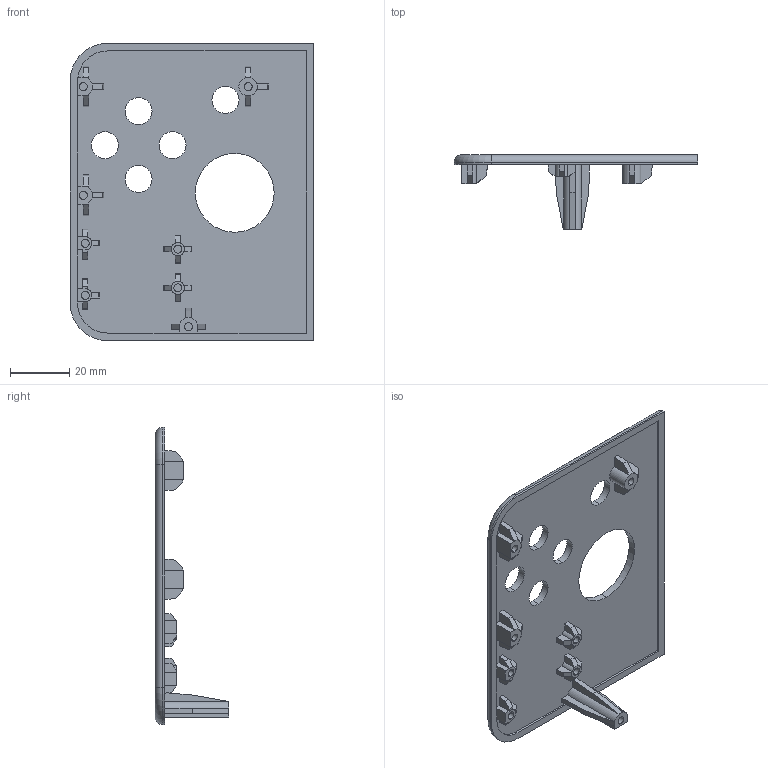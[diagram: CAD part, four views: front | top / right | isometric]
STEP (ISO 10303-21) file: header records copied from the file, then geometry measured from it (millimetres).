
FILE_DESCRIPTION (( 'STEP AP203' ), '1' );
FILE_NAME ('G0009_gamepad_right_top.step', '2019-10-07T21:29:34', ( '' ), ( '' ), 'SwSTEP 2.0', 'SolidWorks 2017', '' );
FILE_SCHEMA (( 'CONFIG_CONTROL_DESIGN' ));
Length unit declared in the file: inch
Products named in the file (1): G0009_gamepad_right_top
Bounding box: 82.55 x 25.03 x 100.58 mm (x, y, z)
Volume: 20962 mm3; surface area: 18913.1 mm2
Topology: 1 solids, 1 shells, 216 faces, 585 edges, 383 vertices
Faces by surface type: plane 155, cylinder 59, torus 2
Entity records: 6844 total; most frequent: CARTESIAN_POINT 1185, ORIENTED_EDGE 1170, DIRECTION 1139, EDGE_CURVE 585, VECTOR 465, LINE 465, VERTEX_POINT 383, AXIS2_PLACEMENT_3D 337
